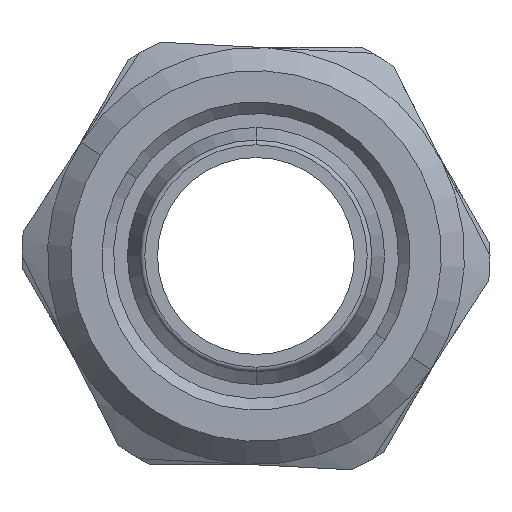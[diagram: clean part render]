
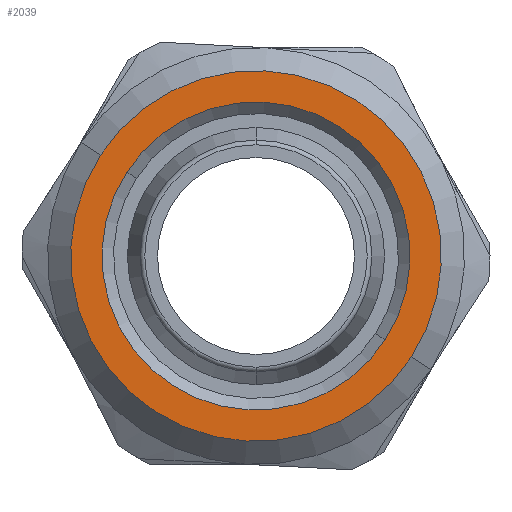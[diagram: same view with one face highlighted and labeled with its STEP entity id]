
A CAD part, front view. The second image highlights one B-rep face of the part: STEP entity #2039.
In plain terms, the highlighted planar face has unit normal (0, -1, 0).
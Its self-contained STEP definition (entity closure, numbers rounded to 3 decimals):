
#133 = AXIS2_PLACEMENT_3D ( 'NONE', #2133, #2130, #2129 ) ;
#134 = CIRCLE ( 'NONE', #133, 6.65 ) ;
#141 = EDGE_CURVE ( 'NONE', #2907, #2814, #841, .T. ) ;
#278 = EDGE_CURVE ( 'NONE', #2909, #2811, #3193, .T. ) ;
#325 = EDGE_CURVE ( 'NONE', #2811, #2909, #134, .T. ) ;
#462 = EDGE_CURVE ( 'NONE', #2814, #2907, #3295, .T. ) ;
#555 = DIRECTION ( 'NONE',  ( 0.839, 0., -0.544 ) ) ;
#556 = DIRECTION ( 'NONE',  ( 0., -1., 0. ) ) ;
#557 = CARTESIAN_POINT ( 'NONE',  ( 4.356, 3., 6.71 ) ) ;
#558 = PLANE ( 'NONE',  #3348 ) ;
#841 = CIRCLE ( 'NONE', #842, 8. ) ;
#842 = AXIS2_PLACEMENT_3D ( 'NONE', #3175, #3174, #3173 ) ;
#1000 = CARTESIAN_POINT ( 'NONE',  ( -6.71, 3., 4.356 ) ) ;
#1001 = CARTESIAN_POINT ( 'NONE',  ( 5.578, 3., -3.621 ) ) ;
#1061 = EDGE_LOOP ( 'NONE', ( #2407, #2423 ) ) ;
#1077 = EDGE_LOOP ( 'NONE', ( #2401, #2400 ) ) ;
#1126 = DIRECTION ( 'NONE',  ( -0.839, 0., 0.544 ) ) ;
#1127 = DIRECTION ( 'NONE',  ( 0., 1., 0. ) ) ;
#1128 = CARTESIAN_POINT ( 'NONE',  ( 0., 3., 0. ) ) ;
#1709 = FACE_BOUND ( 'NONE', #1077, .T. ) ;
#1713 = FACE_OUTER_BOUND ( 'NONE', #1061, .T. ) ;
#2039 = ADVANCED_FACE ( 'NONE', ( #1709, #1713 ), #558, .T. ) ;
#2092 = CARTESIAN_POINT ( 'NONE',  ( -5.578, 3., 3.621 ) ) ;
#2098 = CARTESIAN_POINT ( 'NONE',  ( 6.71, 3., -4.356 ) ) ;
#2129 = DIRECTION ( 'NONE',  ( -0.839, 0., 0.544 ) ) ;
#2130 = DIRECTION ( 'NONE',  ( 0., 1., 0. ) ) ;
#2133 = CARTESIAN_POINT ( 'NONE',  ( 0., 3., 0. ) ) ;
#2259 = DIRECTION ( 'NONE',  ( -0.839, 0., 0.544 ) ) ;
#2261 = DIRECTION ( 'NONE',  ( 0., 1., 0. ) ) ;
#2265 = CARTESIAN_POINT ( 'NONE',  ( 0., 3., 0. ) ) ;
#2400 = ORIENTED_EDGE ( 'NONE', *, *, #278, .T. ) ;
#2401 = ORIENTED_EDGE ( 'NONE', *, *, #325, .T. ) ;
#2407 = ORIENTED_EDGE ( 'NONE', *, *, #462, .F. ) ;
#2423 = ORIENTED_EDGE ( 'NONE', *, *, #141, .F. ) ;
#2614 = AXIS2_PLACEMENT_3D ( 'NONE', #2265, #2261, #2259 ) ;
#2811 = VERTEX_POINT ( 'NONE', #1001 ) ;
#2814 = VERTEX_POINT ( 'NONE', #1000 ) ;
#2907 = VERTEX_POINT ( 'NONE', #2098 ) ;
#2909 = VERTEX_POINT ( 'NONE', #2092 ) ;
#3173 = DIRECTION ( 'NONE',  ( -0.839, 0., 0.544 ) ) ;
#3174 = DIRECTION ( 'NONE',  ( 0., 1., 0. ) ) ;
#3175 = CARTESIAN_POINT ( 'NONE',  ( 0., 3., 0. ) ) ;
#3193 = CIRCLE ( 'NONE', #2614, 6.65 ) ;
#3295 = CIRCLE ( 'NONE', #3317, 8. ) ;
#3317 = AXIS2_PLACEMENT_3D ( 'NONE', #1128, #1127, #1126 ) ;
#3348 = AXIS2_PLACEMENT_3D ( 'NONE', #557, #556, #555 ) ;
